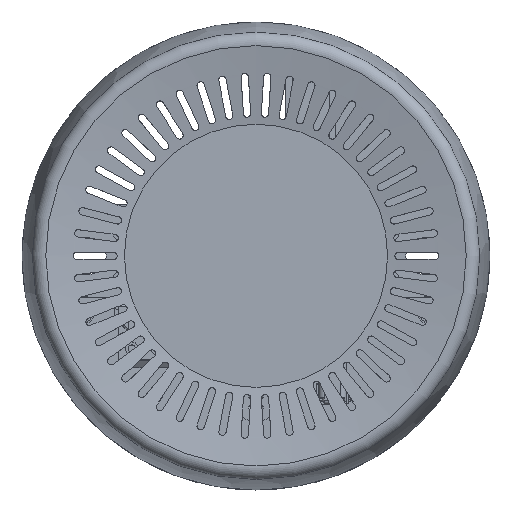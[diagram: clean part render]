
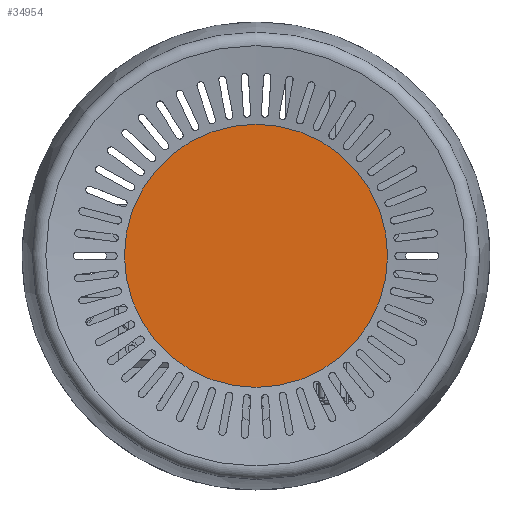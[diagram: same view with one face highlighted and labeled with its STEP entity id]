
A CAD part, top view. The second image highlights one B-rep face of the part: STEP entity #34954.
In plain terms, the highlighted face is planar.
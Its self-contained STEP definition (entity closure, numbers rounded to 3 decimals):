
#34954=ADVANCED_FACE('',(#75583),#75585,.T.);
#75583=FACE_BOUND('',#75584,.T.);
#75584=EDGE_LOOP('',(#109722));
#75585=PLANE('',#75586);
#75586=AXIS2_PLACEMENT_3D('',#75587,#75588,#75589);
#75587=CARTESIAN_POINT('',(0.,-2.,0.));
#75588=DIRECTION('',(0.,-1.,0.));
#75589=DIRECTION('',(0.,0.,1.));
#109722=ORIENTED_EDGE('',*,*,#123380,.T.);
#123380=EDGE_CURVE('',#145712,#145712,#145713,.T.);
#145712=VERTEX_POINT('',#214331);
#145713=CIRCLE('',#214332,18.);
#214331=CARTESIAN_POINT('',(0.,-2.,18.));
#214332=AXIS2_PLACEMENT_3D('',#214333,#214334,#214335);
#214333=CARTESIAN_POINT('',(0.,-2.,0.));
#214334=DIRECTION('',(0.,-1.,0.));
#214335=DIRECTION('',(0.,0.,1.));
